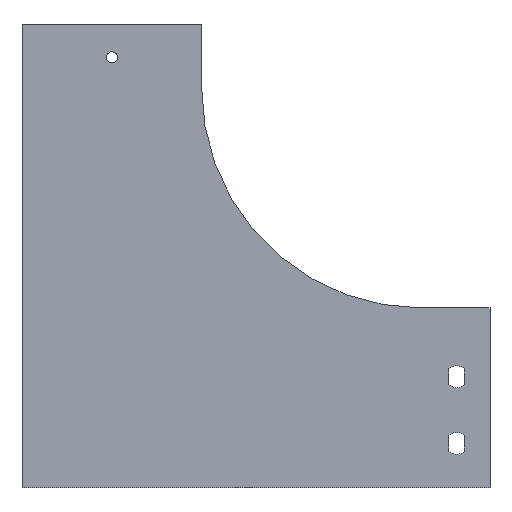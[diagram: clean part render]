
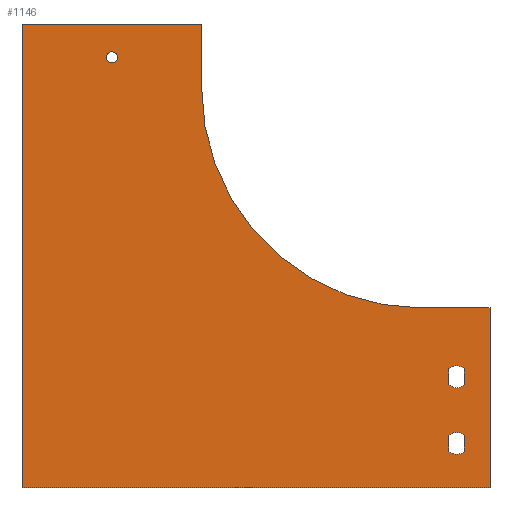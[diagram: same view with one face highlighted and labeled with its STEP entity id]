
A CAD part, top view. The second image highlights one B-rep face of the part: STEP entity #1146.
In plain terms, the highlighted planar face has unit normal (0, 0, 1).
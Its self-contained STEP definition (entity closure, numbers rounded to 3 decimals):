
#14 = EDGE_CURVE ( 'NONE', #1672, #1103, #1695, .T. ) ;
#16 = EDGE_CURVE ( 'NONE', #1103, #1117, #1652, .T. ) ;
#18 = EDGE_CURVE ( 'NONE', #1102, #1085, #1663, .T. ) ;
#19 = EDGE_CURVE ( 'NONE', #1109, #1113, #1773, .T. ) ;
#20 = EDGE_CURVE ( 'NONE', #1691, #1119, #1824, .T. ) ;
#21 = EDGE_CURVE ( 'NONE', #1119, #1102, #1827, .T. ) ;
#22 = EDGE_CURVE ( 'NONE', #1088, #1109, #1775, .T. ) ;
#23 = EDGE_CURVE ( 'NONE', #1113, #1089, #1776, .T. ) ;
#24 = EDGE_CURVE ( 'NONE', #1085, #1691, #1817, .T. ) ;
#97 = EDGE_CURVE ( 'NONE', #1106, #1127, #964, .T. ) ;
#117 = EDGE_CURVE ( 'NONE', #1117, #1105, #1002, .T. ) ;
#120 = AXIS2_PLACEMENT_3D ( 'NONE', #794, #798, #925 ) ;
#149 = AXIS2_PLACEMENT_3D ( 'NONE', #1352, #1351, #1350 ) ;
#157 = AXIS2_PLACEMENT_3D ( 'NONE', #1384, #1374, #1365 ) ;
#189 = AXIS2_PLACEMENT_3D ( 'NONE', #1372, #1383, #1375 ) ;
#191 = AXIS2_PLACEMENT_3D ( 'NONE', #1396, #1400, #1402 ) ;
#192 = AXIS2_PLACEMENT_3D ( 'NONE', #1535, #1379, #1475 ) ;
#195 = AXIS2_PLACEMENT_3D ( 'NONE', #1501, #1505, #1498 ) ;
#197 = EDGE_CURVE ( 'NONE', #1105, #1672, #1214, .T. ) ;
#199 = EDGE_CURVE ( 'NONE', #1756, #1756, #1220, .T. ) ;
#203 = EDGE_CURVE ( 'NONE', #1127, #1687, #1221, .T. ) ;
#208 = EDGE_CURVE ( 'NONE', #1089, #1106, #1193, .T. ) ;
#231 = EDGE_CURVE ( 'NONE', #1687, #1088, #1190, .T. ) ;
#344 = EDGE_LOOP ( 'NONE', ( #615, #521, #402, #400, #393, #390, #500 ) ) ;
#345 = EDGE_LOOP ( 'NONE', ( #425 ) ) ;
#347 = EDGE_LOOP ( 'NONE', ( #403, #440, #682, #466 ) ) ;
#349 = EDGE_LOOP ( 'NONE', ( #580, #578, #582, #423 ) ) ;
#390 = ORIENTED_EDGE ( 'NONE', *, *, #19, .T. ) ;
#393 = ORIENTED_EDGE ( 'NONE', *, *, #22, .T. ) ;
#400 = ORIENTED_EDGE ( 'NONE', *, *, #231, .T. ) ;
#402 = ORIENTED_EDGE ( 'NONE', *, *, #203, .T. ) ;
#403 = ORIENTED_EDGE ( 'NONE', *, *, #18, .F. ) ;
#423 = ORIENTED_EDGE ( 'NONE', *, *, #14, .F. ) ;
#425 = ORIENTED_EDGE ( 'NONE', *, *, #199, .F. ) ;
#440 = ORIENTED_EDGE ( 'NONE', *, *, #21, .F. ) ;
#466 = ORIENTED_EDGE ( 'NONE', *, *, #24, .F. ) ;
#500 = ORIENTED_EDGE ( 'NONE', *, *, #23, .T. ) ;
#521 = ORIENTED_EDGE ( 'NONE', *, *, #97, .T. ) ;
#578 = ORIENTED_EDGE ( 'NONE', *, *, #117, .F. ) ;
#580 = ORIENTED_EDGE ( 'NONE', *, *, #197, .F. ) ;
#582 = ORIENTED_EDGE ( 'NONE', *, *, #16, .F. ) ;
#615 = ORIENTED_EDGE ( 'NONE', *, *, #208, .T. ) ;
#682 = ORIENTED_EDGE ( 'NONE', *, *, #20, .F. ) ;
#697 = CARTESIAN_POINT ( 'NONE',  ( 43., 194., 1. ) ) ;
#742 = CARTESIAN_POINT ( 'NONE',  ( 199.5, 16.429, 1. ) ) ;
#744 = CARTESIAN_POINT ( 'NONE',  ( 211., 0., 1. ) ) ;
#792 = PLANE ( 'NONE',  #120 ) ;
#794 = CARTESIAN_POINT ( 'NONE',  ( 180., 180., 1. ) ) ;
#798 = DIRECTION ( 'NONE',  ( 0., 0., -1. ) ) ;
#816 = CARTESIAN_POINT ( 'NONE',  ( 192.5, 46.429, 1. ) ) ;
#925 = DIRECTION ( 'NONE',  ( -1., 0., 0. ) ) ;
#936 = CARTESIAN_POINT ( 'NONE',  ( 0., 0., 1. ) ) ;
#956 = VECTOR ( 'NONE', #1486, 1000. ) ;
#964 = LINE ( 'NONE', #1488, #956 ) ;
#1002 = CIRCLE ( 'NONE', #157, 5. ) ;
#1007 = FACE_BOUND ( 'NONE', #349, .T. ) ;
#1008 = FACE_OUTER_BOUND ( 'NONE', #344, .T. ) ;
#1085 = VERTEX_POINT ( 'NONE', #1291 ) ;
#1088 = VERTEX_POINT ( 'NONE', #1287 ) ;
#1089 = VERTEX_POINT ( 'NONE', #1284 ) ;
#1102 = VERTEX_POINT ( 'NONE', #1266 ) ;
#1103 = VERTEX_POINT ( 'NONE', #1265 ) ;
#1105 = VERTEX_POINT ( 'NONE', #1263 ) ;
#1106 = VERTEX_POINT ( 'NONE', #1260 ) ;
#1109 = VERTEX_POINT ( 'NONE', #1257 ) ;
#1113 = VERTEX_POINT ( 'NONE', #1254 ) ;
#1117 = VERTEX_POINT ( 'NONE', #1249 ) ;
#1119 = VERTEX_POINT ( 'NONE', #1246 ) ;
#1127 = VERTEX_POINT ( 'NONE', #936 ) ;
#1146 = ADVANCED_FACE ( 'NONE', ( #1189, #1007, #1228, #1008 ), #792, .F. ) ;
#1189 = FACE_BOUND ( 'NONE', #345, .T. ) ;
#1190 = LINE ( 'NONE', #1326, #1191 ) ;
#1191 = VECTOR ( 'NONE', #1325, 1000. ) ;
#1193 = LINE ( 'NONE', #1331, #1205 ) ;
#1205 = VECTOR ( 'NONE', #1330, 1000. ) ;
#1214 = LINE ( 'NONE', #1395, #1231 ) ;
#1220 = CIRCLE ( 'NONE', #149, 2.5 ) ;
#1221 = LINE ( 'NONE', #1346, #1237 ) ;
#1228 = FACE_BOUND ( 'NONE', #347, .T. ) ;
#1231 = VECTOR ( 'NONE', #1356, 1000. ) ;
#1237 = VECTOR ( 'NONE', #1366, 1000. ) ;
#1246 = CARTESIAN_POINT ( 'NONE',  ( 199.5, 23.571, 1. ) ) ;
#1249 = CARTESIAN_POINT ( 'NONE',  ( 199.5, 53.571, 1. ) ) ;
#1254 = CARTESIAN_POINT ( 'NONE',  ( 81., 180., 1. ) ) ;
#1257 = CARTESIAN_POINT ( 'NONE',  ( 180., 81., 1. ) ) ;
#1260 = CARTESIAN_POINT ( 'NONE',  ( 0., 209., 1. ) ) ;
#1263 = CARTESIAN_POINT ( 'NONE',  ( 192.5, 53.571, 1. ) ) ;
#1265 = CARTESIAN_POINT ( 'NONE',  ( 199.5, 46.429, 1. ) ) ;
#1266 = CARTESIAN_POINT ( 'NONE',  ( 192.5, 23.571, 1. ) ) ;
#1284 = CARTESIAN_POINT ( 'NONE',  ( 81., 209., 1. ) ) ;
#1287 = CARTESIAN_POINT ( 'NONE',  ( 211., 81., 1. ) ) ;
#1291 = CARTESIAN_POINT ( 'NONE',  ( 192.5, 16.429, 1. ) ) ;
#1325 = DIRECTION ( 'NONE',  ( 0., 1., 0. ) ) ;
#1326 = CARTESIAN_POINT ( 'NONE',  ( 211., 0., 1. ) ) ;
#1330 = DIRECTION ( 'NONE',  ( -1., 0., 0. ) ) ;
#1331 = CARTESIAN_POINT ( 'NONE',  ( 80., 209., 1. ) ) ;
#1346 = CARTESIAN_POINT ( 'NONE',  ( 0., 0., 1. ) ) ;
#1350 = DIRECTION ( 'NONE',  ( 1., 0., 0. ) ) ;
#1351 = DIRECTION ( 'NONE',  ( 0., 0., 1. ) ) ;
#1352 = CARTESIAN_POINT ( 'NONE',  ( 40.5, 194., 1. ) ) ;
#1356 = DIRECTION ( 'NONE',  ( 0., -1., 0. ) ) ;
#1365 = DIRECTION ( 'NONE',  ( 1., 0., 0. ) ) ;
#1366 = DIRECTION ( 'NONE',  ( 1., 0., 0. ) ) ;
#1372 = CARTESIAN_POINT ( 'NONE',  ( 196., 20., 1. ) ) ;
#1374 = DIRECTION ( 'NONE',  ( 0., 0., 1. ) ) ;
#1375 = DIRECTION ( 'NONE',  ( 1., 0., 0. ) ) ;
#1377 = DIRECTION ( 'NONE',  ( -1., 0., 0. ) ) ;
#1379 = DIRECTION ( 'NONE',  ( 0., 0., -1. ) ) ;
#1383 = DIRECTION ( 'NONE',  ( 0., 0., 1. ) ) ;
#1384 = CARTESIAN_POINT ( 'NONE',  ( 196., 50., 1. ) ) ;
#1389 = CARTESIAN_POINT ( 'NONE',  ( 211., 81., 1. ) ) ;
#1395 = CARTESIAN_POINT ( 'NONE',  ( 192.5, 46.429, 1. ) ) ;
#1396 = CARTESIAN_POINT ( 'NONE',  ( 196., 20., 1. ) ) ;
#1399 = DIRECTION ( 'NONE',  ( 0., 1., 0. ) ) ;
#1400 = DIRECTION ( 'NONE',  ( 0., 0., 1. ) ) ;
#1402 = DIRECTION ( 'NONE',  ( 1., 0., 0. ) ) ;
#1418 = CARTESIAN_POINT ( 'NONE',  ( 81., 180., 1. ) ) ;
#1420 = DIRECTION ( 'NONE',  ( 0., -1., 0. ) ) ;
#1430 = DIRECTION ( 'NONE',  ( 0., 1., 0. ) ) ;
#1440 = CARTESIAN_POINT ( 'NONE',  ( 192.5, 16.429, 1. ) ) ;
#1443 = CARTESIAN_POINT ( 'NONE',  ( 199.5, 16.429, 1. ) ) ;
#1475 = DIRECTION ( 'NONE',  ( 1., 0., 0. ) ) ;
#1486 = DIRECTION ( 'NONE',  ( 0., -1., 0. ) ) ;
#1488 = CARTESIAN_POINT ( 'NONE',  ( 0., 209., 1. ) ) ;
#1498 = DIRECTION ( 'NONE',  ( 1., 0., 0. ) ) ;
#1499 = DIRECTION ( 'NONE',  ( 0., 1., 0. ) ) ;
#1501 = CARTESIAN_POINT ( 'NONE',  ( 196., 50., 1. ) ) ;
#1505 = DIRECTION ( 'NONE',  ( 0., 0., 1. ) ) ;
#1507 = CARTESIAN_POINT ( 'NONE',  ( 199.5, 46.429, 1. ) ) ;
#1535 = CARTESIAN_POINT ( 'NONE',  ( 180., 180., 1. ) ) ;
#1652 = LINE ( 'NONE', #1507, #1662 ) ;
#1662 = VECTOR ( 'NONE', #1499, 1000. ) ;
#1663 = LINE ( 'NONE', #1440, #1665 ) ;
#1665 = VECTOR ( 'NONE', #1420, 1000. ) ;
#1672 = VERTEX_POINT ( 'NONE', #816 ) ;
#1687 = VERTEX_POINT ( 'NONE', #744 ) ;
#1691 = VERTEX_POINT ( 'NONE', #742 ) ;
#1695 = CIRCLE ( 'NONE', #195, 5. ) ;
#1756 = VERTEX_POINT ( 'NONE', #697 ) ;
#1773 = CIRCLE ( 'NONE', #192, 99. ) ;
#1775 = LINE ( 'NONE', #1389, #1797 ) ;
#1776 = LINE ( 'NONE', #1418, #1794 ) ;
#1794 = VECTOR ( 'NONE', #1399, 1000. ) ;
#1797 = VECTOR ( 'NONE', #1377, 1000. ) ;
#1816 = VECTOR ( 'NONE', #1430, 1000. ) ;
#1817 = CIRCLE ( 'NONE', #189, 5. ) ;
#1824 = LINE ( 'NONE', #1443, #1816 ) ;
#1827 = CIRCLE ( 'NONE', #191, 5. ) ;
